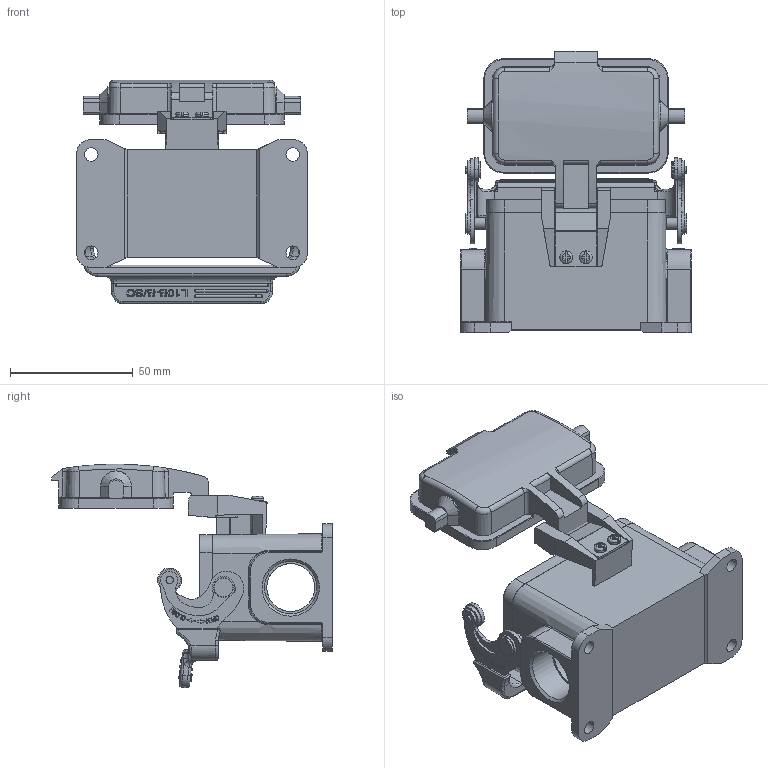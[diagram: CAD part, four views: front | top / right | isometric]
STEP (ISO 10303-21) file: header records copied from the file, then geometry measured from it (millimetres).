
FILE_DESCRIPTION(/* description */ (''),/* implementation_level */ '2;1');
FILE_NAME(/* name */ 'H10B-SF-1L SC-CV.stp',/* time_stamp */ '2023-08-30T13:05:47+08:00',/* author */ (''),/* organization */ (''),/* preprocessor_version */ 'ST-DEVELOPER v18.1',/* originating_system */ 'SIEMENS PLM Software NX 1980',/* authorisation */ '');
FILE_SCHEMA (('AUTOMOTIVE_DESIGN { 1 0 10303 214 3 1 1 1 }'));
Products named in the file (1): 1384272C78856n68
Bounding box: 94 x 114.38 x 91.08 mm (x, y, z)
Volume: 107219.7 mm3; surface area: 74858.8 mm2
Topology: 19 solids, 27 shells, 1876 faces, 5095 edges, 3313 vertices
Faces by surface type: cylinder 849, plane 763, torus 88, cone 66, bspline 41, sphere 35, extrusion 34
Full cylindrical faces by diameter (mm): 1.9 x2, 2.65 x3, 3 x2, 4 x2, 4.9 x2, 8 x2, 19.5 x2, 21.3 x2
Entity records: 79347 total; most frequent: CARTESIAN_POINT 34314, ORIENTED_EDGE 9980, DIRECTION 7910, EDGE_CURVE 5009, VERTEX_POINT 3304, AXIS2_PLACEMENT_3D 2806, VECTOR 2298, LINE 2264
